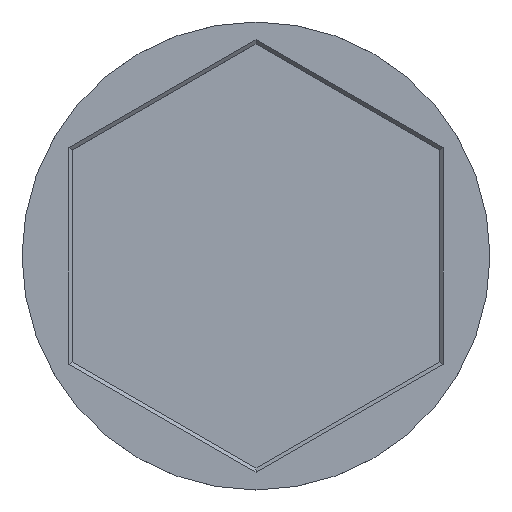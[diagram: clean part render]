
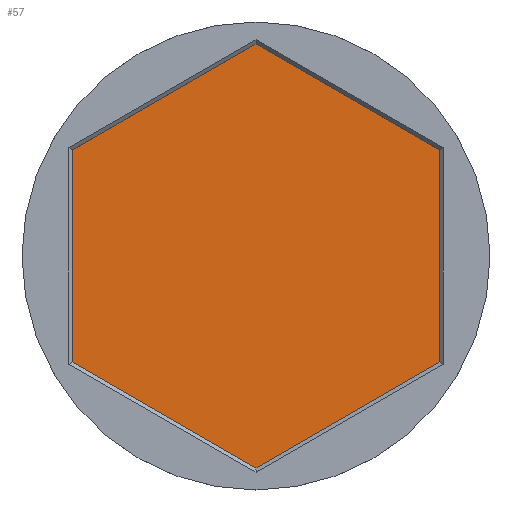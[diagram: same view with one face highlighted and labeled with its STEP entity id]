
A CAD part, top view. The second image highlights one B-rep face of the part: STEP entity #57.
In plain terms, the highlighted planar face has unit normal (0, 0, 1).
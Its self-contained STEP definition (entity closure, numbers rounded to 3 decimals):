
#53 = CARTESIAN_POINT ( 'NONE',  ( 0., 11.778, -2. ) ) ;
#57 = ADVANCED_FACE ( 'NONE', ( #557 ), #1166, .T. ) ;
#73 = EDGE_CURVE ( 'NONE', #480, #506, #1513, .T. ) ;
#111 = EDGE_CURVE ( 'NONE', #776, #1284, #1423, .T. ) ;
#116 = VECTOR ( 'NONE', #183, 1000. ) ;
#169 = EDGE_LOOP ( 'NONE', ( #1047, #1484, #861, #265, #1436, #322 ) ) ;
#183 = DIRECTION ( 'NONE',  ( 0.866, -0.5, 0. ) ) ;
#265 = ORIENTED_EDGE ( 'NONE', *, *, #1409, .T. ) ;
#298 = DIRECTION ( 'NONE',  ( 0., -1., 0. ) ) ;
#310 = LINE ( 'NONE', #884, #1141 ) ;
#322 = ORIENTED_EDGE ( 'NONE', *, *, #997, .T. ) ;
#410 = CARTESIAN_POINT ( 'NONE',  ( -10.2, 5.889, -2. ) ) ;
#427 = LINE ( 'NONE', #410, #730 ) ;
#432 = CARTESIAN_POINT ( 'NONE',  ( 0., -11.778, -2. ) ) ;
#452 = DIRECTION ( 'NONE',  ( 1., 0., 0. ) ) ;
#480 = VERTEX_POINT ( 'NONE', #1497 ) ;
#487 = AXIS2_PLACEMENT_3D ( 'NONE', #833, #1286, #452 ) ;
#506 = VERTEX_POINT ( 'NONE', #1280 ) ;
#509 = CARTESIAN_POINT ( 'NONE',  ( -10.2, 5.889, -2. ) ) ;
#543 = VECTOR ( 'NONE', #817, 1000. ) ;
#557 = FACE_OUTER_BOUND ( 'NONE', #169, .T. ) ;
#570 = VECTOR ( 'NONE', #1163, 1000. ) ;
#620 = CARTESIAN_POINT ( 'NONE',  ( 10.2, 5.889, -2. ) ) ;
#651 = VECTOR ( 'NONE', #800, 1000. ) ;
#730 = VECTOR ( 'NONE', #298, 1000. ) ;
#755 = CARTESIAN_POINT ( 'NONE',  ( 10.2, 5.889, -2. ) ) ;
#776 = VERTEX_POINT ( 'NONE', #53 ) ;
#781 = EDGE_CURVE ( 'NONE', #1078, #776, #1154, .T. ) ;
#794 = LINE ( 'NONE', #901, #116 ) ;
#800 = DIRECTION ( 'NONE',  ( -0.866, -0.5, 0. ) ) ;
#817 = DIRECTION ( 'NONE',  ( 0.866, 0.5, 0. ) ) ;
#833 = CARTESIAN_POINT ( 'NONE',  ( 0., 0., -2. ) ) ;
#861 = ORIENTED_EDGE ( 'NONE', *, *, #907, .T. ) ;
#884 = CARTESIAN_POINT ( 'NONE',  ( 10.2, -5.889, -2. ) ) ;
#901 = CARTESIAN_POINT ( 'NONE',  ( -10.2, -5.889, -2. ) ) ;
#907 = EDGE_CURVE ( 'NONE', #1284, #1505, #427, .T. ) ;
#953 = CARTESIAN_POINT ( 'NONE',  ( -10.2, -5.889, -2. ) ) ;
#997 = EDGE_CURVE ( 'NONE', #506, #1078, #310, .T. ) ;
#1047 = ORIENTED_EDGE ( 'NONE', *, *, #781, .T. ) ;
#1078 = VERTEX_POINT ( 'NONE', #620 ) ;
#1113 = DIRECTION ( 'NONE',  ( 0., 1., 0. ) ) ;
#1141 = VECTOR ( 'NONE', #1113, 1000. ) ;
#1154 = LINE ( 'NONE', #755, #570 ) ;
#1163 = DIRECTION ( 'NONE',  ( -0.866, 0.5, 0. ) ) ;
#1166 = PLANE ( 'NONE',  #487 ) ;
#1189 = CARTESIAN_POINT ( 'NONE',  ( 0., 11.778, -2. ) ) ;
#1280 = CARTESIAN_POINT ( 'NONE',  ( 10.2, -5.889, -2. ) ) ;
#1284 = VERTEX_POINT ( 'NONE', #509 ) ;
#1286 = DIRECTION ( 'NONE',  ( 0., 0., 1. ) ) ;
#1409 = EDGE_CURVE ( 'NONE', #1505, #480, #794, .T. ) ;
#1423 = LINE ( 'NONE', #1189, #651 ) ;
#1436 = ORIENTED_EDGE ( 'NONE', *, *, #73, .T. ) ;
#1484 = ORIENTED_EDGE ( 'NONE', *, *, #111, .T. ) ;
#1497 = CARTESIAN_POINT ( 'NONE',  ( 0., -11.778, -2. ) ) ;
#1505 = VERTEX_POINT ( 'NONE', #953 ) ;
#1513 = LINE ( 'NONE', #432, #543 ) ;
